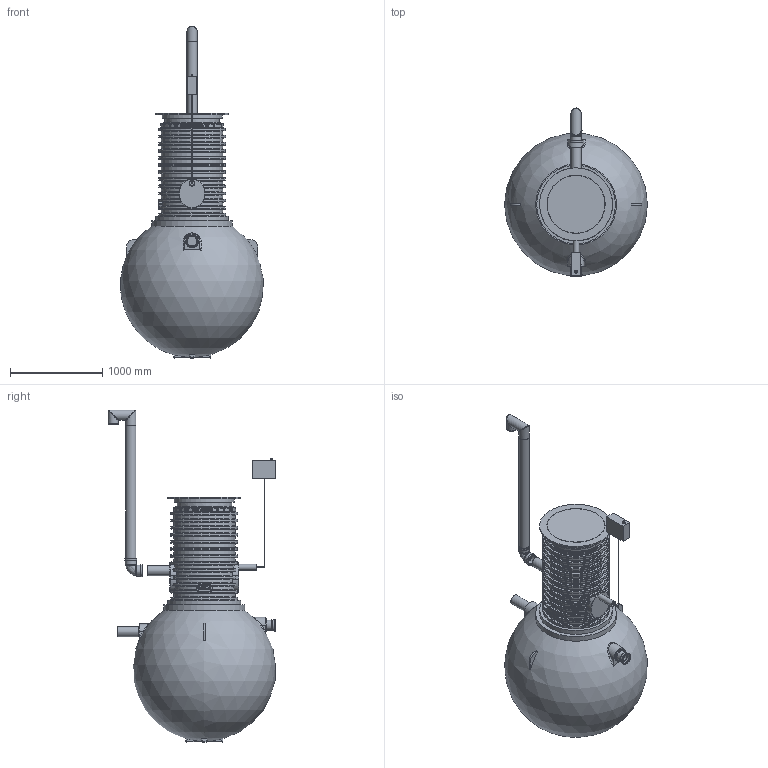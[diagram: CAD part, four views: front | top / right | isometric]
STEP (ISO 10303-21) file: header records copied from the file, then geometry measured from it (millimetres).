
FILE_DESCRIPTION(/* description */ ('Unknown'),/* implementation_level */ '2;1');
FILE_NAME(/* name */ 'II klassi õlieraldaja NS3 Estris',/* time_stamp */ '2023-04-11T14:02:25+03:00',/* author */ ('Unknown'),/* organization */ ('Unknown'),/* preprocessor_version */ 'ST-DEVELOPER v18.1',/* originating_system */ 'Solid Edge',/* authorisation */ 'Unknown');
FILE_SCHEMA (('AUTOMOTIVE_DESIGN {1 0 10303 214 3 1 1}'));
Length unit declared in the file: millimetre
Products named in the file (25): II klassi eraldaja NS3 Estris; 1550pall_oa_0; Läbiviigutihend DN100; muhvtoru_110_T16545; 2703.001_oa_1; Polv D110; PVC Kaksikmuhv d110; RoundTubing 110x6.6_oa_2; RoundTubing 110x6.6_oa_3; Malmluuk_D600_(Ginmika); Malmluugi_korpus_D600_(Ginmika); Malmluugi_kaan_D600_(Ginmika); PE_vent_malm_L=1500; PVC_polv_110; PE venttoru DN100 L=1500; Rotoventiots; 2697.001 tihend teeninduskaevule 670_var2; elektrikarp loikefotole; 2693.001_var3_oa_4; RoundTubing 110x6.6_oa_5; RoundTubing 63x4.7_oa_6; Ujuk_oa_7; Ujuk_oa_8; Ujuk_oa_9; RoundTubing 25x2.3_oa_10
Assembly tree (26 placements, depth 3):
  II klassi eraldaja NS3 Estris
    1550pall_oa_0
    Läbiviigutihend DN100  x2
    muhvtoru_110_T16545
    2703.001_oa_1
    Polv D110  x2
    PVC Kaksikmuhv d110
    RoundTubing 110x6.6_oa_2
    RoundTubing 110x6.6_oa_3
    Malmluuk_D600_(Ginmika)
      Malmluugi_korpus_D600_(Ginmika)
      Malmluugi_kaan_D600_(Ginmika)
    PE_vent_malm_L=1500
      PVC_polv_110
      PE venttoru DN100 L=1500
      Rotoventiots
    2697.001 tihend teeninduskaevule 670_var2
    elektrikarp loikefotole
    2693.001_var3_oa_4
    RoundTubing 110x6.6_oa_5
    RoundTubing 63x4.7_oa_6
    Ujuk_oa_7
    Ujuk_oa_8
    Ujuk_oa_9
    RoundTubing 25x2.3_oa_10
Bounding box: 1547.72 x 1814.73 x 3594.03 mm (x, y, z)
Volume: 150051522.3 mm3; surface area: 30304365.5 mm2
Topology: 26 solids, 26 shells, 751 faces, 1773 edges, 1142 vertices
Faces by surface type: plane 281, cylinder 253, torus 147, bspline 43, cone 24, sphere 3
Full cylindrical faces by diameter (mm): 8.5 x3, 10 x31, 20 x1, 20.4 x1, 25 x1, 53.6 x1, 63 x1, 96.8 x3, 100 x6, 103.2 x3, 104 x1, 105 x2, 110 x27, 114.605 x1, 116 x2, 120 x3, 122 x2, 129.59 x1, 130 x6, 132 x2, 142 x4, 590 x1, 595 x1, 600 x1, 609 x1, 610 x1, 615 x1, 625 x3, 630 x1, 632.5 x2
Entity records: 23156 total; most frequent: CARTESIAN_POINT 7482, DIRECTION 3159, ORIENTED_EDGE 2692, AXIS2_PLACEMENT_3D 1400, EDGE_CURVE 1346, EDGE_LOOP 1140, FACE_BOUND 1140, VERTEX_POINT 1000
